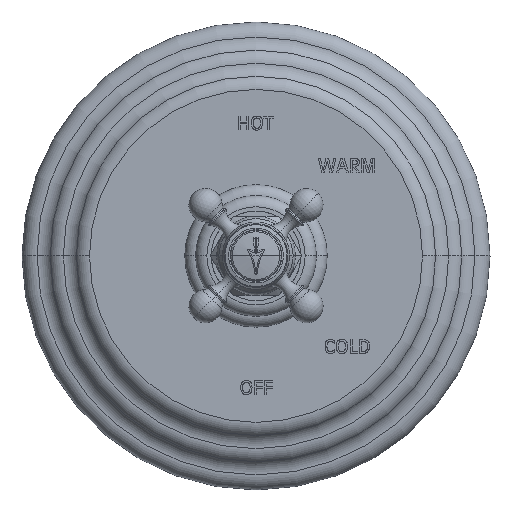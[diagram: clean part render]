
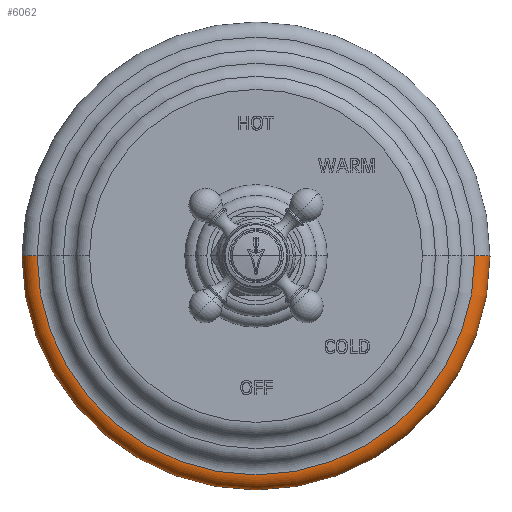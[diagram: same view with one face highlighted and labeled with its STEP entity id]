
A CAD part, top view. The second image highlights one B-rep face of the part: STEP entity #6062.
In plain terms, the highlighted toroidal (fillet/blend) face has major radius 92.075 mm and minor radius 6.35 mm.
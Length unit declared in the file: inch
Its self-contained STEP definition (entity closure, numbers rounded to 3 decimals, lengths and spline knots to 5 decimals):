
#2=CARTESIAN_POINT('',(0.,0.,0.));
#3=DIRECTION('',(0.,0.,-1.));
#4=DIRECTION('',(1.,0.,0.));
#5=AXIS2_PLACEMENT_3D('',#2,#3,#4);
#12=CARTESIAN_POINT('',(3.625,0.,0.));
#13=DIRECTION('',(0.,-1.,0.));
#14=DIRECTION('',(1.,0.,0.));
#15=AXIS2_PLACEMENT_3D('',#12,#13,#14);
#17=CARTESIAN_POINT('',(-3.625,0.,0.));
#18=DIRECTION('',(0.,1.,0.));
#19=DIRECTION('',(-1.,0.,0.));
#20=AXIS2_PLACEMENT_3D('',#17,#18,#19);
#37=CARTESIAN_POINT('',(0.,0.,0.25));
#38=DIRECTION('',(0.,0.,-1.));
#39=DIRECTION('',(1.,0.,0.));
#40=AXIS2_PLACEMENT_3D('',#37,#38,#39);
#5078=CARTESIAN_POINT('',(3.625,0.,0.25));
#5080=VERTEX_POINT('',#5078);
#5088=CARTESIAN_POINT('',(-3.625,0.,0.25));
#5090=VERTEX_POINT('',#5088);
#5662=CARTESIAN_POINT('',(3.875,0.,0.));
#5663=CARTESIAN_POINT('',(-3.875,0.,0.));
#5664=VERTEX_POINT('',#5662);
#5665=VERTEX_POINT('',#5663);
#6047=CARTESIAN_POINT('',(0.,0.,0.));
#6048=DIRECTION('',(0.,0.,-1.));
#6049=DIRECTION('',(-1.,0.,0.));
#6050=AXIS2_PLACEMENT_3D('',#6047,#6048,#6049);
#6051=TOROIDAL_SURFACE('',#6050,3.625,0.25);
#6053=ORIENTED_EDGE('',*,*,#6052,.T.);
#6055=ORIENTED_EDGE('',*,*,#6054,.T.);
#6057=ORIENTED_EDGE('',*,*,#6056,.F.);
#6059=ORIENTED_EDGE('',*,*,#6058,.F.);
#6060=EDGE_LOOP('',(#6053,#6055,#6057,#6059));
#6061=FACE_OUTER_BOUND('',#6060,.F.);
#6062=ADVANCED_FACE('',(#6061),#6051,.T.);
#6=CIRCLE('',#5,3.875);
#16=CIRCLE('',#15,0.25);
#21=CIRCLE('',#20,0.25);
#41=CIRCLE('',#40,3.625);
#6052=EDGE_CURVE('',#5664,#5665,#6,.T.);
#6054=EDGE_CURVE('',#5665,#5090,#21,.T.);
#6056=EDGE_CURVE('',#5080,#5090,#41,.T.);
#6058=EDGE_CURVE('',#5664,#5080,#16,.T.);
